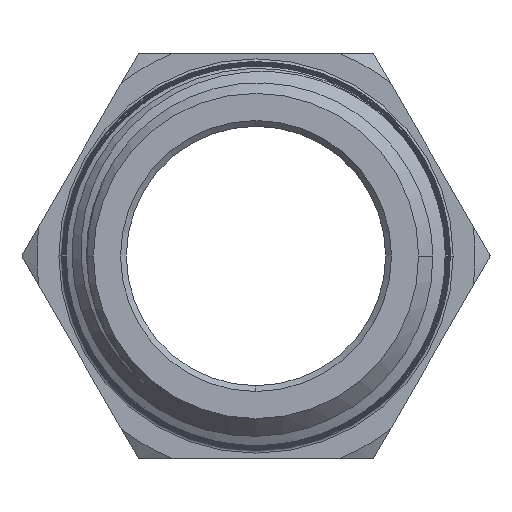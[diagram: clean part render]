
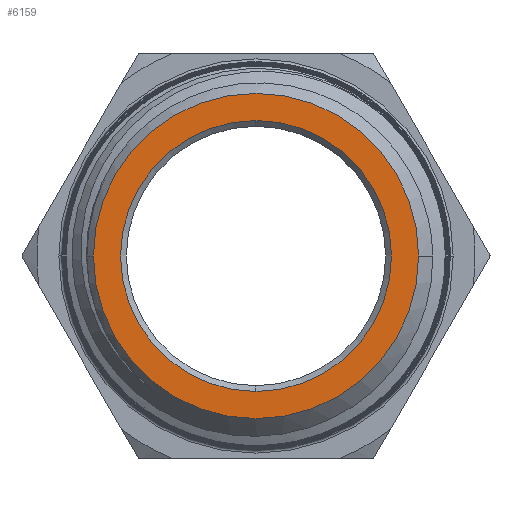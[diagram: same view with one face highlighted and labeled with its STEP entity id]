
A CAD part, left-side view. The second image highlights one B-rep face of the part: STEP entity #6159.
In plain terms, the highlighted planar face has unit normal (-1, 0, 0).
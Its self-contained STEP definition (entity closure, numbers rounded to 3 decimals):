
#2105=CARTESIAN_POINT('',(-23.9,0.,0.));
#2106=DIRECTION('',(1.,0.,0.));
#2107=DIRECTION('',(0.,-1.,0.));
#2108=AXIS2_PLACEMENT_3D('',#2105,#2106,#2107);
#2110=CARTESIAN_POINT('',(-23.9,0.,0.));
#2111=DIRECTION('',(1.,0.,0.));
#2112=DIRECTION('',(0.,1.,0.));
#2113=AXIS2_PLACEMENT_3D('',#2110,#2111,#2112);
#2115=CARTESIAN_POINT('',(-23.9,0.,0.));
#2116=DIRECTION('',(1.,0.,0.));
#2117=DIRECTION('',(0.,0.,1.));
#2118=AXIS2_PLACEMENT_3D('',#2115,#2116,#2117);
#2120=CARTESIAN_POINT('',(-23.9,0.,0.));
#2121=DIRECTION('',(1.,0.,0.));
#2122=DIRECTION('',(0.,0.,-1.));
#2123=AXIS2_PLACEMENT_3D('',#2120,#2121,#2122);
#3932=CARTESIAN_POINT('',(-23.9,-13.981,0.));
#3933=CARTESIAN_POINT('',(-23.9,13.981,0.));
#3934=VERTEX_POINT('',#3932);
#3935=VERTEX_POINT('',#3933);
#3944=CARTESIAN_POINT('',(-23.9,0.,11.65));
#3945=CARTESIAN_POINT('',(-23.9,0.,-11.65));
#3946=VERTEX_POINT('',#3944);
#3947=VERTEX_POINT('',#3945);
#6144=CARTESIAN_POINT('',(-23.9,0.,0.));
#6145=DIRECTION('',(1.,0.,0.));
#6146=DIRECTION('',(0.,-1.,0.));
#6147=AXIS2_PLACEMENT_3D('',#6144,#6145,#6146);
#6148=PLANE('',#6147);
#6149=ORIENTED_EDGE('',*,*,#5279,.T.);
#6150=ORIENTED_EDGE('',*,*,#6136,.T.);
#6151=EDGE_LOOP('',(#6149,#6150));
#6152=FACE_OUTER_BOUND('',#6151,.F.);
#6154=ORIENTED_EDGE('',*,*,#6153,.F.);
#6156=ORIENTED_EDGE('',*,*,#6155,.F.);
#6157=EDGE_LOOP('',(#6154,#6156));
#6158=FACE_BOUND('',#6157,.F.);
#2109=CIRCLE('',#2108,13.981);
#2114=CIRCLE('',#2113,13.981);
#2119=CIRCLE('',#2118,11.65);
#2124=CIRCLE('',#2123,11.65);
#5279=EDGE_CURVE('',#3934,#3935,#2109,.T.);
#6136=EDGE_CURVE('',#3935,#3934,#2114,.T.);
#6153=EDGE_CURVE('',#3946,#3947,#2119,.T.);
#6155=EDGE_CURVE('',#3947,#3946,#2124,.T.);
#6159=ADVANCED_FACE('',(#6152,#6158),#6148,.F.);
